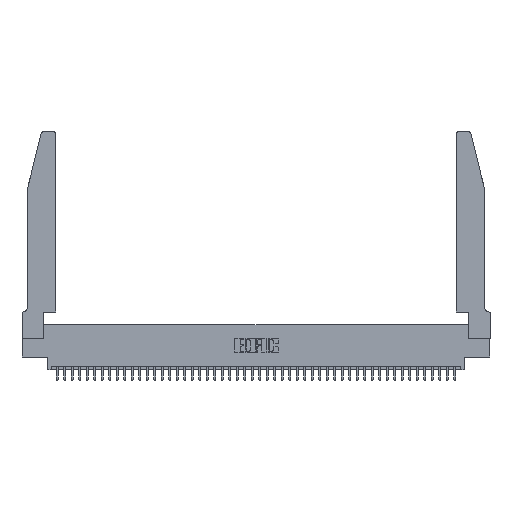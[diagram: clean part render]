
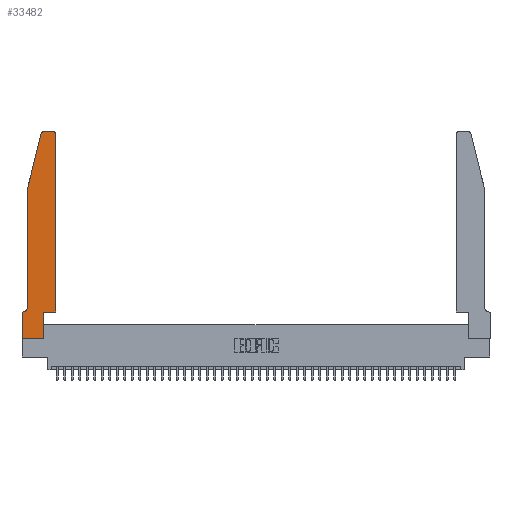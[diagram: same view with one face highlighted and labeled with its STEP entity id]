
A CAD part, top view. The second image highlights one B-rep face of the part: STEP entity #33482.
In plain terms, the highlighted planar face has unit normal (0, 0, 1).
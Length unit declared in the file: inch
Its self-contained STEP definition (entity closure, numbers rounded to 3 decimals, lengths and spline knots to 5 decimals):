
#31 = EDGE_CURVE ( 'NONE', #25628, #32542, #28140, .T. ) ;
#183 = DIRECTION ( 'NONE',  ( 1., 0., 0. ) ) ;
#1908 = VECTOR ( 'NONE', #26373, 39.37008 ) ;
#1969 = VERTEX_POINT ( 'NONE', #29893 ) ;
#2176 = EDGE_CURVE ( 'NONE', #9194, #13973, #38157, .T. ) ;
#2207 = DIRECTION ( 'NONE',  ( 1., 0., 0. ) ) ;
#3295 = DIRECTION ( 'NONE',  ( 0., -1., 0. ) ) ;
#3427 = EDGE_CURVE ( 'NONE', #18212, #25628, #44634, .T. ) ;
#3599 = ORIENTED_EDGE ( 'NONE', *, *, #9343, .T. ) ;
#5508 = VERTEX_POINT ( 'NONE', #10125 ) ;
#5638 = DIRECTION ( 'NONE',  ( 1., 0., 0. ) ) ;
#6525 = CARTESIAN_POINT ( 'NONE',  ( 0.284, 2.75, 0.37 ) ) ;
#6616 = ORIENTED_EDGE ( 'NONE', *, *, #14918, .T. ) ;
#7095 = AXIS2_PLACEMENT_3D ( 'NONE', #42495, #21410, #183 ) ;
#7219 = CARTESIAN_POINT ( 'NONE',  ( 0.2865, 0.35, 0.37 ) ) ;
#7737 = ORIENTED_EDGE ( 'NONE', *, *, #30112, .T. ) ;
#8122 = DIRECTION ( 'NONE',  ( 0., -1., 0. ) ) ;
#8294 = CARTESIAN_POINT ( 'NONE',  ( 0.0755, 0.42, 0.37 ) ) ;
#8565 = LINE ( 'NONE', #17768, #26229 ) ;
#8616 = CARTESIAN_POINT ( 'NONE',  ( 0.0755, 2., 0.37 ) ) ;
#9194 = VERTEX_POINT ( 'NONE', #37570 ) ;
#9343 = EDGE_CURVE ( 'NONE', #24155, #15421, #25222, .T. ) ;
#10125 = CARTESIAN_POINT ( 'NONE',  ( 0.4505, 2.72, 0.37 ) ) ;
#10579 = ORIENTED_EDGE ( 'NONE', *, *, #15879, .T. ) ;
#10723 = EDGE_CURVE ( 'NONE', #24246, #32569, #8565, .T. ) ;
#10891 = ORIENTED_EDGE ( 'NONE', *, *, #3427, .T. ) ;
#11775 = CARTESIAN_POINT ( 'NONE',  ( 0.0755, 2., 0.37 ) ) ;
#13823 = CARTESIAN_POINT ( 'NONE',  ( 0., 0., 0.37 ) ) ;
#13960 = LINE ( 'NONE', #30763, #31624 ) ;
#13973 = VERTEX_POINT ( 'NONE', #6525 ) ;
#14918 = EDGE_CURVE ( 'NONE', #1969, #5508, #21845, .T. ) ;
#15421 = VERTEX_POINT ( 'NONE', #25736 ) ;
#15879 = EDGE_CURVE ( 'NONE', #32569, #25886, #18448, .T. ) ;
#16162 = CARTESIAN_POINT ( 'NONE',  ( 0., 0., 0.37 ) ) ;
#16259 = ORIENTED_EDGE ( 'NONE', *, *, #10723, .T. ) ;
#16438 = EDGE_CURVE ( 'NONE', #15421, #1969, #13960, .T. ) ;
#16929 = CARTESIAN_POINT ( 'NONE',  ( 0.2605, 2.75, 0.37 ) ) ;
#17544 = ORIENTED_EDGE ( 'NONE', *, *, #27061, .T. ) ;
#17768 = CARTESIAN_POINT ( 'NONE',  ( 0.0755, 0.35, 0.37 ) ) ;
#18196 = VECTOR ( 'NONE', #5638, 39.37008 ) ;
#18212 = VERTEX_POINT ( 'NONE', #33526 ) ;
#18230 = CARTESIAN_POINT ( 'NONE',  ( 0.0055, 0.35, 0.37 ) ) ;
#18448 = LINE ( 'NONE', #13823, #19548 ) ;
#18787 = VECTOR ( 'NONE', #8122, 39.37008 ) ;
#18878 = DIRECTION ( 'NONE',  ( 0., 0., 1. ) ) ;
#19451 = CARTESIAN_POINT ( 'NONE',  ( 0.0055, 0.42, 0.37 ) ) ;
#19548 = VECTOR ( 'NONE', #3295, 39.37008 ) ;
#20260 = CIRCLE ( 'NONE', #22030, 0.03 ) ;
#20682 = CIRCLE ( 'NONE', #7095, 0.03 ) ;
#21303 = DIRECTION ( 'NONE',  ( -1., 0., 0. ) ) ;
#21410 = DIRECTION ( 'NONE',  ( 0., 0., 1. ) ) ;
#21845 = LINE ( 'NONE', #22816, #1908 ) ;
#22030 = AXIS2_PLACEMENT_3D ( 'NONE', #39956, #18878, #43469 ) ;
#22378 = ORIENTED_EDGE ( 'NONE', *, *, #33117, .T. ) ;
#22477 = CARTESIAN_POINT ( 'NONE',  ( 0., 0.35, 0.37 ) ) ;
#22816 = CARTESIAN_POINT ( 'NONE',  ( 0.4505, 0.35, 0.37 ) ) ;
#22984 = DIRECTION ( 'NONE',  ( -1., 0., 0. ) ) ;
#23393 = DIRECTION ( 'NONE',  ( 0., 0., 1. ) ) ;
#23805 = DIRECTION ( 'NONE',  ( 1., 0., 0. ) ) ;
#24155 = VERTEX_POINT ( 'NONE', #38860 ) ;
#24246 = VERTEX_POINT ( 'NONE', #18230 ) ;
#25034 = ORIENTED_EDGE ( 'NONE', *, *, #36261, .T. ) ;
#25222 = LINE ( 'NONE', #7219, #33498 ) ;
#25628 = VERTEX_POINT ( 'NONE', #11775 ) ;
#25736 = CARTESIAN_POINT ( 'NONE',  ( 0.2865, 0.35, 0.37 ) ) ;
#25886 = VERTEX_POINT ( 'NONE', #31059 ) ;
#25952 = VECTOR ( 'NONE', #29752, 39.37008 ) ;
#26229 = VECTOR ( 'NONE', #21303, 39.37008 ) ;
#26373 = DIRECTION ( 'NONE',  ( 0., 1., 0. ) ) ;
#27061 = EDGE_CURVE ( 'NONE', #13973, #18212, #20260, .T. ) ;
#27488 = AXIS2_PLACEMENT_3D ( 'NONE', #44438, #23393, #2207 ) ;
#27557 = LINE ( 'NONE', #16162, #18196 ) ;
#28140 = LINE ( 'NONE', #39704, #18787 ) ;
#29752 = DIRECTION ( 'NONE',  ( -0.239, -0.971, 0. ) ) ;
#29893 = CARTESIAN_POINT ( 'NONE',  ( 0.4505, 0.35, 0.37 ) ) ;
#30112 = EDGE_CURVE ( 'NONE', #32542, #24246, #42453, .T. ) ;
#30763 = CARTESIAN_POINT ( 'NONE',  ( 0.4505, 0.35, 0.37 ) ) ;
#31059 = CARTESIAN_POINT ( 'NONE',  ( 0., 0., 0.37 ) ) ;
#31624 = VECTOR ( 'NONE', #23805, 39.37008 ) ;
#31900 = DIRECTION ( 'NONE',  ( 0., 1., 0. ) ) ;
#32542 = VERTEX_POINT ( 'NONE', #8294 ) ;
#32569 = VERTEX_POINT ( 'NONE', #22477 ) ;
#33117 = EDGE_CURVE ( 'NONE', #5508, #9194, #20682, .T. ) ;
#33482 = ADVANCED_FACE ( 'NONE', ( #33993 ), #40948, .T. ) ;
#33498 = VECTOR ( 'NONE', #31900, 39.37008 ) ;
#33526 = CARTESIAN_POINT ( 'NONE',  ( 0.25487, 2.72718, 0.37 ) ) ;
#33993 = FACE_OUTER_BOUND ( 'NONE', #34778, .T. ) ;
#34778 = EDGE_LOOP ( 'NONE', ( #45201, #17544, #10891, #41029, #7737, #16259, #10579, #25034, #3599, #40648, #6616, #22378 ) ) ;
#36261 = EDGE_CURVE ( 'NONE', #25886, #24155, #27557, .T. ) ;
#37049 = VECTOR ( 'NONE', #37983, 39.37008 ) ;
#37570 = CARTESIAN_POINT ( 'NONE',  ( 0.4205, 2.75, 0.37 ) ) ;
#37983 = DIRECTION ( 'NONE',  ( -1., 0., 0. ) ) ;
#38157 = LINE ( 'NONE', #16929, #37049 ) ;
#38860 = CARTESIAN_POINT ( 'NONE',  ( 0.2865, 0., 0.37 ) ) ;
#39704 = CARTESIAN_POINT ( 'NONE',  ( 0.0755, 2., 0.37 ) ) ;
#39956 = CARTESIAN_POINT ( 'NONE',  ( 0.284, 2.72, 0.37 ) ) ;
#40648 = ORIENTED_EDGE ( 'NONE', *, *, #16438, .T. ) ;
#40948 = PLANE ( 'NONE',  #27488 ) ;
#41029 = ORIENTED_EDGE ( 'NONE', *, *, #31, .T. ) ;
#42453 = CIRCLE ( 'NONE', #43315, 0.07 ) ;
#42495 = CARTESIAN_POINT ( 'NONE',  ( 0.4205, 2.72, 0.37 ) ) ;
#43315 = AXIS2_PLACEMENT_3D ( 'NONE', #19451, #44044, #22984 ) ;
#43469 = DIRECTION ( 'NONE',  ( 1., 0., 0. ) ) ;
#44044 = DIRECTION ( 'NONE',  ( 0., 0., -1. ) ) ;
#44438 = CARTESIAN_POINT ( 'NONE',  ( 0., 0.35, 0.37 ) ) ;
#44634 = LINE ( 'NONE', #8616, #25952 ) ;
#45201 = ORIENTED_EDGE ( 'NONE', *, *, #2176, .T. ) ;
